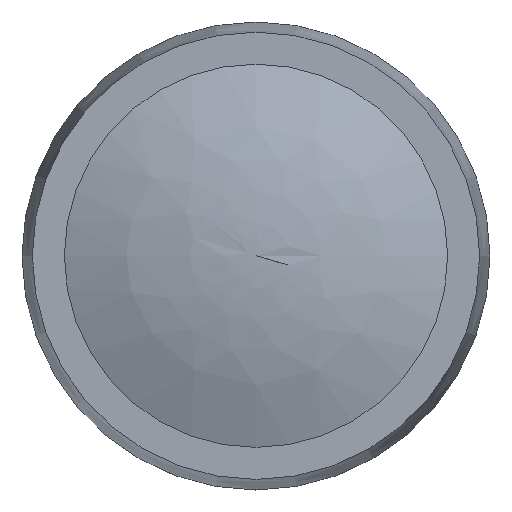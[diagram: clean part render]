
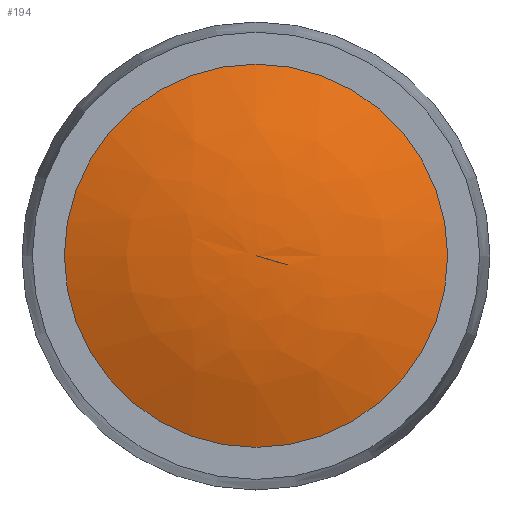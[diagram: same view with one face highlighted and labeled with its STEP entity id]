
A CAD part, top view. The second image highlights one B-rep face of the part: STEP entity #194.
In plain terms, the highlighted free-form (B-spline) face has degree [3, 3] with [4, 7] control points.
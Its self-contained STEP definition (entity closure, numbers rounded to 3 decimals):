
#194 = ADVANCED_FACE( '', ( #479, #480 ), #481, .T. );
#479 = FACE_BOUND( '', #874, .T. );
#480 = FACE_OUTER_BOUND( '', #875, .T. );
#481 = ( BOUNDED_SURFACE(  )B_SPLINE_SURFACE( 3, 3, ( ( #878, #879, #880, #881, #882, #883, #884 ), ( #885, #886, #887, #888, #889, #890, #891 ), ( #892, #893, #894, #895, #896, #897, #898 ), ( #899, #900, #901, #902, #903, #904, #905 ) ), .UNSPECIFIED., .F., .T., .F. )B_SPLINE_SURFACE_WITH_KNOTS( ( 4, 4 ), ( 4, 3, 4 ), ( 0., 6.283 ), ( 1.18, 1.376, 1.572 ), .UNSPECIFIED. )GEOMETRIC_REPRESENTATION_ITEM(  )RATIONAL_B_SPLINE_SURFACE( ( ( 1., 0.333, 0.333, 1., 0.333, 0.333, 1. ), ( 0.987, 0.329, 0.329, 0.987, 0.329, 0.329, 0.987 ), ( 0.987, 0.329, 0.329, 0.987, 0.329, 0.329, 0.987 ), ( 1., 0.333, 0.333, 1., 0.333, 0.333, 1. ) ) )REPRESENTATION_ITEM( '' )SURFACE(  ) );
#874 = VERTEX_LOOP( '', #1915 );
#875 = EDGE_LOOP( '', ( #1916 ) );
#878 = CARTESIAN_POINT( '', ( 0., 0., 18. ) );
#879 = CARTESIAN_POINT( '', ( 0., 0., 18. ) );
#880 = CARTESIAN_POINT( '', ( 0., 0., 18. ) );
#881 = CARTESIAN_POINT( '', ( 0., 0., 18. ) );
#882 = CARTESIAN_POINT( '', ( 0., 0., 18. ) );
#883 = CARTESIAN_POINT( '', ( 0., 0., 18. ) );
#884 = CARTESIAN_POINT( '', ( 0., 0., 18. ) );
#885 = CARTESIAN_POINT( '', ( 2.96, 0., 18.003 ) );
#886 = CARTESIAN_POINT( '', ( 2.96, 5.92, 18.003 ) );
#887 = CARTESIAN_POINT( '', ( -2.96, 5.92, 18.003 ) );
#888 = CARTESIAN_POINT( '', ( -2.96, 0., 18.003 ) );
#889 = CARTESIAN_POINT( '', ( -2.96, -5.92, 18.003 ) );
#890 = CARTESIAN_POINT( '', ( 2.96, -5.92, 18.003 ) );
#891 = CARTESIAN_POINT( '', ( 2.96, 0., 18.003 ) );
#892 = CARTESIAN_POINT( '', ( 5.864, 0., 17.429 ) );
#893 = CARTESIAN_POINT( '', ( 5.864, 11.728, 17.429 ) );
#894 = CARTESIAN_POINT( '', ( -5.864, 11.728, 17.429 ) );
#895 = CARTESIAN_POINT( '', ( -5.864, 0., 17.429 ) );
#896 = CARTESIAN_POINT( '', ( -5.864, -11.728, 17.429 ) );
#897 = CARTESIAN_POINT( '', ( 5.864, -11.728, 17.429 ) );
#898 = CARTESIAN_POINT( '', ( 5.864, 0., 17.429 ) );
#899 = CARTESIAN_POINT( '', ( 8.6, 0., 16.3 ) );
#900 = CARTESIAN_POINT( '', ( 8.6, 17.201, 16.3 ) );
#901 = CARTESIAN_POINT( '', ( -8.6, 17.201, 16.3 ) );
#902 = CARTESIAN_POINT( '', ( -8.6, 0., 16.3 ) );
#903 = CARTESIAN_POINT( '', ( -8.6, -17.201, 16.3 ) );
#904 = CARTESIAN_POINT( '', ( 8.6, -17.201, 16.3 ) );
#905 = CARTESIAN_POINT( '', ( 8.6, 0., 16.3 ) );
#1915 = VERTEX_POINT( '', #2741 );
#1916 = ORIENTED_EDGE( '', *, *, #2742, .T. );
#2741 = CARTESIAN_POINT( '', ( 0., 0., 18. ) );
#2742 = EDGE_CURVE( '', #3195, #3195, #3196, .T. );
#3195 = VERTEX_POINT( '', #3927 );
#3196 = CIRCLE( '', #3928, 8.6 );
#3927 = CARTESIAN_POINT( '', ( 8.6, 0., 16.3 ) );
#3928 = AXIS2_PLACEMENT_3D( '', #4828, #4829, #4830 );
#4828 = CARTESIAN_POINT( '', ( 0., 0., 16.3 ) );
#4829 = DIRECTION( '', ( 0., 0., 1. ) );
#4830 = DIRECTION( '', ( 1., 0., 0. ) );
